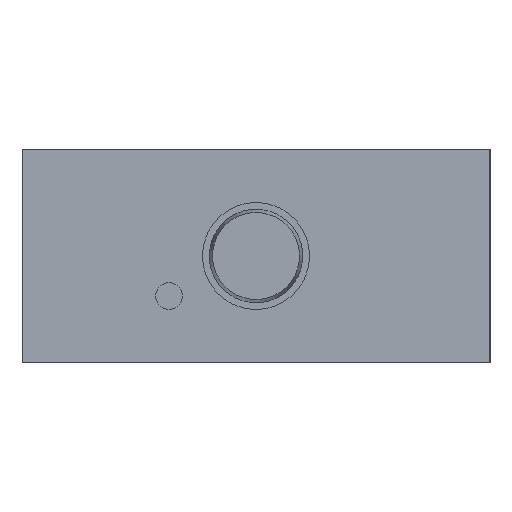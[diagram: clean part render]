
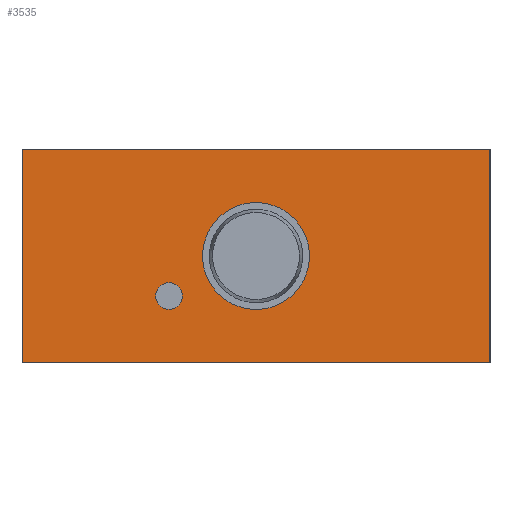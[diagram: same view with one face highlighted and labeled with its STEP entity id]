
A CAD part, left-side view. The second image highlights one B-rep face of the part: STEP entity #3535.
In plain terms, the highlighted planar face has unit normal (-1, 0, 0).
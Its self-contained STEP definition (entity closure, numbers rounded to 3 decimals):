
#2705=CARTESIAN_POINT('',(0.,24.,6.0));
#2706=VERTEX_POINT('',#2705);
#2707=CARTESIAN_POINT('',(0.0,24.,5.0));
#2708=DIRECTION('',(1.0,0.0,0.0));
#2709=DIRECTION('',(0.0,0.0,-1.0));
#2710=AXIS2_PLACEMENT_3D('',#2707,#2708,#2709);
#2711=CIRCLE('',#2710,1.0);
#2712=EDGE_CURVE('',#2706,#2706,#2711,.T.);
#2742=CARTESIAN_POINT('',(0.,17.5,8.5));
#2743=VERTEX_POINT('',#2742);
#2744=CARTESIAN_POINT('',(0.0,17.5,8.0));
#2745=DIRECTION('',(1.0,0.0,0.0));
#2746=DIRECTION('',(0.0,0.0,-1.0));
#2747=AXIS2_PLACEMENT_3D('',#2744,#2745,#2746);
#2748=CIRCLE('',#2747,0.5);
#2749=EDGE_CURVE('',#2743,#2743,#2748,.T.);
#3490=CARTESIAN_POINT('',(0.0,0.0,0.0));
#3491=DIRECTION('',(-1.0,0.0,0.0));
#3492=DIRECTION('',(0.0,0.0,1.0));
#3493=AXIS2_PLACEMENT_3D('',#3490,#3491,#3492);
#3494=PLANE('',#3493);
#3495=CARTESIAN_POINT('',(0.0,0.0,16.0));
#3496=VERTEX_POINT('',#3495);
#3497=CARTESIAN_POINT('',(0.,35.,16.0));
#3498=VERTEX_POINT('',#3497);
#3499=CARTESIAN_POINT('',(0.0,0.0,16.0));
#3500=DIRECTION('',(0.0,1.0,0.0));
#3501=VECTOR('',#3500,35.);
#3502=LINE('',#3499,#3501);
#3503=EDGE_CURVE('',#3496,#3498,#3502,.T.);
#3504=ORIENTED_EDGE('',*,*,#3503,.T.);
#3505=CARTESIAN_POINT('',(0.,35.,0.0));
#3506=VERTEX_POINT('',#3505);
#3507=CARTESIAN_POINT('',(0.,35.,0.0));
#3508=DIRECTION('',(0.0,0.0,1.0));
#3509=VECTOR('',#3508,16.0);
#3510=LINE('',#3507,#3509);
#3511=EDGE_CURVE('',#3506,#3498,#3510,.T.);
#3512=ORIENTED_EDGE('',*,*,#3511,.F.);
#3513=CARTESIAN_POINT('',(0.0,0.0,0.0));
#3514=VERTEX_POINT('',#3513);
#3515=CARTESIAN_POINT('',(0.,35.,0.0));
#3516=DIRECTION('',(0.0,-1.0,0.0));
#3517=VECTOR('',#3516,35.);
#3518=LINE('',#3515,#3517);
#3519=EDGE_CURVE('',#3506,#3514,#3518,.T.);
#3520=ORIENTED_EDGE('',*,*,#3519,.T.);
#3521=CARTESIAN_POINT('',(0.0,0.0,0.0));
#3522=DIRECTION('',(0.0,0.0,1.0));
#3523=VECTOR('',#3522,16.0);
#3524=LINE('',#3521,#3523);
#3525=EDGE_CURVE('',#3514,#3496,#3524,.T.);
#3526=ORIENTED_EDGE('',*,*,#3525,.T.);
#3527=EDGE_LOOP('',(#3504,#3512,#3520,#3526));
#3528=FACE_OUTER_BOUND('',#3527,.T.);
#3529=ORIENTED_EDGE('',*,*,#2712,.T.);
#3530=EDGE_LOOP('',(#3529));
#3531=FACE_BOUND('',#3530,.T.);
#3532=ORIENTED_EDGE('',*,*,#2749,.T.);
#3533=EDGE_LOOP('',(#3532));
#3534=FACE_BOUND('',#3533,.T.);
#3535=ADVANCED_FACE('',(#3528,#3531,#3534),#3494,.T.);
